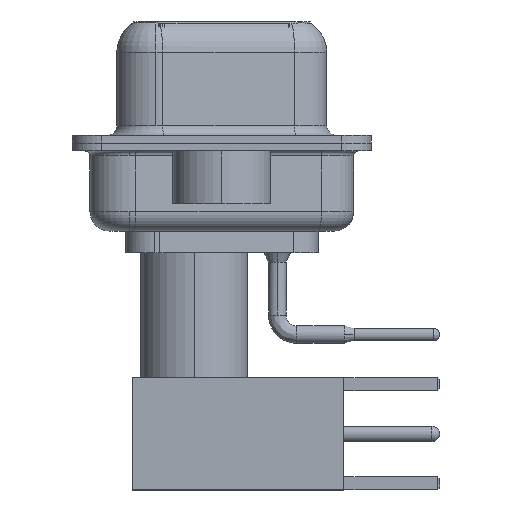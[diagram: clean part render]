
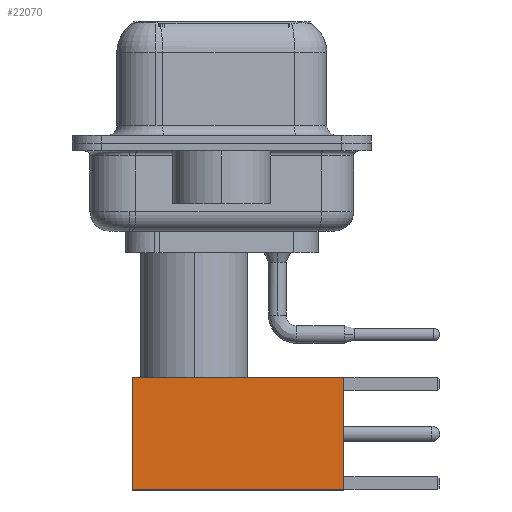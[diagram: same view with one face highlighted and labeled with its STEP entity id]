
A CAD part, left-side view. The second image highlights one B-rep face of the part: STEP entity #22070.
In plain terms, the highlighted face is planar.
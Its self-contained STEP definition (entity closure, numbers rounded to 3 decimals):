
#674 = FACE_OUTER_BOUND ( 'NONE', #10897, .T. ) ;
#917 = VERTEX_POINT ( 'NONE', #5839 ) ;
#1064 = CARTESIAN_POINT ( 'NONE',  ( 2.875, 2.875, 0. ) ) ;
#2213 = VECTOR ( 'NONE', #7956, 1000. ) ;
#2321 = CARTESIAN_POINT ( 'NONE',  ( 0., 2.875, 0. ) ) ;
#3506 = AXIS2_PLACEMENT_3D ( 'NONE', #1064, #25130, #13008 ) ;
#3820 = CARTESIAN_POINT ( 'NONE',  ( 2.875, 2.875, 10.82 ) ) ;
#4811 = ORIENTED_EDGE ( 'NONE', *, *, #5260, .F. ) ;
#5186 = VECTOR ( 'NONE', #22352, 1000. ) ;
#5260 = EDGE_CURVE ( 'NONE', #917, #13157, #23194, .T. ) ;
#5746 = CARTESIAN_POINT ( 'NONE',  ( -2.875, 2.875, 0. ) ) ;
#5839 = CARTESIAN_POINT ( 'NONE',  ( -2.875, 2.875, 10.82 ) ) ;
#6351 = LINE ( 'NONE', #8457, #5186 ) ;
#6448 = VERTEX_POINT ( 'NONE', #3820 ) ;
#6591 = ORIENTED_EDGE ( 'NONE', *, *, #21956, .F. ) ;
#7956 = DIRECTION ( 'NONE',  ( 0., 0., -1. ) ) ;
#8457 = CARTESIAN_POINT ( 'NONE',  ( 0., 2.875, 10.82 ) ) ;
#8639 = VECTOR ( 'NONE', #18081, 1000. ) ;
#10897 = EDGE_LOOP ( 'NONE', ( #24952, #16627, #4811, #6591 ) ) ;
#12292 = LINE ( 'NONE', #2321, #8639 ) ;
#13008 = DIRECTION ( 'NONE',  ( 0., 0., 1. ) ) ;
#13157 = VERTEX_POINT ( 'NONE', #24566 ) ;
#16627 = ORIENTED_EDGE ( 'NONE', *, *, #24300, .T. ) ;
#17219 = PLANE ( 'NONE',  #3506 ) ;
#18081 = DIRECTION ( 'NONE',  ( -1., 0., 0. ) ) ;
#19480 = CARTESIAN_POINT ( 'NONE',  ( 2.875, 2.875, 0. ) ) ;
#21227 = DIRECTION ( 'NONE',  ( 0., 0., -1. ) ) ;
#21713 = EDGE_CURVE ( 'NONE', #6448, #22436, #25540, .T. ) ;
#21956 = EDGE_CURVE ( 'NONE', #6448, #917, #6351, .T. ) ;
#22070 = ADVANCED_FACE ( 'NONE', ( #674 ), #17219, .T. ) ;
#22352 = DIRECTION ( 'NONE',  ( -1., 0., 0. ) ) ;
#22436 = VERTEX_POINT ( 'NONE', #22462 ) ;
#22462 = CARTESIAN_POINT ( 'NONE',  ( 2.875, 2.875, 0. ) ) ;
#23194 = LINE ( 'NONE', #5746, #25529 ) ;
#24300 = EDGE_CURVE ( 'NONE', #22436, #13157, #12292, .T. ) ;
#24566 = CARTESIAN_POINT ( 'NONE',  ( -2.875, 2.875, 0. ) ) ;
#24952 = ORIENTED_EDGE ( 'NONE', *, *, #21713, .T. ) ;
#25130 = DIRECTION ( 'NONE',  ( 0., 1., 0. ) ) ;
#25529 = VECTOR ( 'NONE', #21227, 1000. ) ;
#25540 = LINE ( 'NONE', #19480, #2213 ) ;
